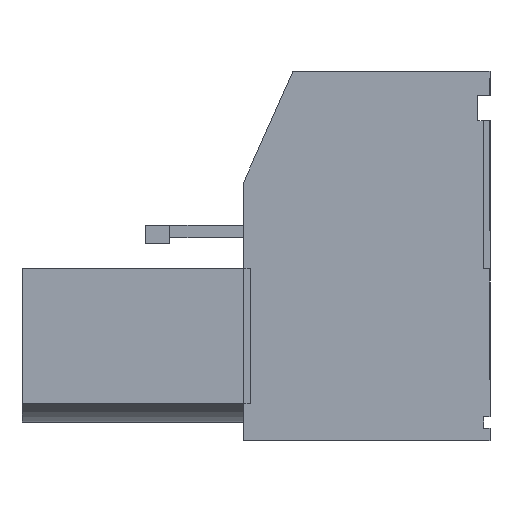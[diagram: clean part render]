
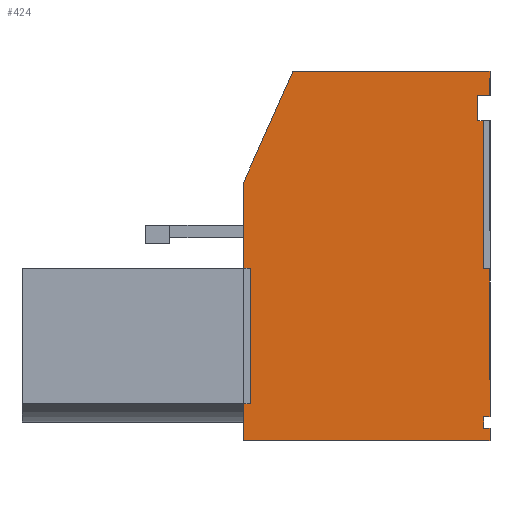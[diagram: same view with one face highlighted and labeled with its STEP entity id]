
A CAD part, left-side view. The second image highlights one B-rep face of the part: STEP entity #424.
In plain terms, the highlighted planar face has unit normal (-1, 0, 0).
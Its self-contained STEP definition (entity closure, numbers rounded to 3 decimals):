
#150=(
BOUNDED_CURVE()
B_SPLINE_CURVE(2,(#6026,#6027,#6028),.UNSPECIFIED.,.F.,.F.)
B_SPLINE_CURVE_WITH_KNOTS((3,3),(25.5,31.),.UNSPECIFIED.)
CURVE()
GEOMETRIC_REPRESENTATION_ITEM()
RATIONAL_B_SPLINE_CURVE((1.,1.,1.))
REPRESENTATION_ITEM('')
);
#163=(
BOUNDED_CURVE()
B_SPLINE_CURVE(1,(#6088,#6089),.UNSPECIFIED.,.F.,.F.)
B_SPLINE_CURVE_WITH_KNOTS((2,2),(-9.275,-9.),.UNSPECIFIED.)
CURVE()
GEOMETRIC_REPRESENTATION_ITEM()
RATIONAL_B_SPLINE_CURVE((1.,1.))
REPRESENTATION_ITEM('')
);
#164=(
BOUNDED_CURVE()
B_SPLINE_CURVE(1,(#6090,#6091),.UNSPECIFIED.,.F.,.F.)
B_SPLINE_CURVE_WITH_KNOTS((2,2),(9.,9.275),.UNSPECIFIED.)
CURVE()
GEOMETRIC_REPRESENTATION_ITEM()
RATIONAL_B_SPLINE_CURVE((1.,1.))
REPRESENTATION_ITEM('')
);
#424=ADVANCED_FACE('',(#652),#3545,.T.);
#652=FACE_OUTER_BOUND('',#903,.T.);
#903=EDGE_LOOP('',(#1734,#1735,#1736,#1737,#1738,#1739,#1740,#1741,#1742,
#1743,#1744,#1745,#1746,#1747,#1748,#1749,#1750,#1751,#1752));
#1734=ORIENTED_EDGE('',*,*,#2633,.T.);
#1735=ORIENTED_EDGE('',*,*,#2638,.T.);
#1736=ORIENTED_EDGE('',*,*,#2484,.F.);
#1737=ORIENTED_EDGE('',*,*,#2457,.T.);
#1738=ORIENTED_EDGE('',*,*,#2485,.F.);
#1739=ORIENTED_EDGE('',*,*,#2487,.T.);
#1740=ORIENTED_EDGE('',*,*,#2468,.T.);
#1741=ORIENTED_EDGE('',*,*,#2629,.F.);
#1742=ORIENTED_EDGE('',*,*,#2620,.T.);
#1743=ORIENTED_EDGE('',*,*,#2622,.F.);
#1744=ORIENTED_EDGE('',*,*,#2621,.T.);
#1745=ORIENTED_EDGE('',*,*,#2578,.F.);
#1746=ORIENTED_EDGE('',*,*,#2571,.T.);
#1747=ORIENTED_EDGE('',*,*,#2572,.F.);
#1748=ORIENTED_EDGE('',*,*,#2577,.T.);
#1749=ORIENTED_EDGE('',*,*,#2549,.F.);
#1750=ORIENTED_EDGE('',*,*,#2548,.T.);
#1751=ORIENTED_EDGE('',*,*,#2472,.F.);
#1752=ORIENTED_EDGE('',*,*,#2637,.F.);
#2457=EDGE_CURVE('',#3290,#3292,#150,.T.);
#2468=EDGE_CURVE('',#3296,#3299,#2909,.T.);
#2472=EDGE_CURVE('',#3301,#3354,#2913,.T.);
#2484=EDGE_CURVE('',#3290,#3307,#163,.T.);
#2485=EDGE_CURVE('',#3308,#3292,#164,.T.);
#2487=EDGE_CURVE('',#3308,#3296,#2921,.T.);
#2548=EDGE_CURVE('',#3353,#3354,#2970,.T.);
#2549=EDGE_CURVE('',#3353,#3352,#2971,.T.);
#2571=EDGE_CURVE('',#3367,#3368,#2993,.T.);
#2572=EDGE_CURVE('',#3369,#3368,#2994,.T.);
#2577=EDGE_CURVE('',#3369,#3352,#2999,.T.);
#2578=EDGE_CURVE('',#3367,#3403,#3000,.T.);
#2620=EDGE_CURVE('',#3400,#3401,#3036,.T.);
#2621=EDGE_CURVE('',#3402,#3403,#3037,.T.);
#2622=EDGE_CURVE('',#3402,#3401,#3038,.T.);
#2629=EDGE_CURVE('',#3400,#3299,#3045,.T.);
#2633=EDGE_CURVE('',#3409,#3410,#3049,.T.);
#2637=EDGE_CURVE('',#3409,#3301,#3053,.T.);
#2638=EDGE_CURVE('',#3410,#3307,#3054,.T.);
#2909=B_SPLINE_CURVE_WITH_KNOTS('',1,(#6053,#6054),.UNSPECIFIED.,.F.,.F.,
(2,2),(0.,10.),.UNSPECIFIED.);
#2913=B_SPLINE_CURVE_WITH_KNOTS('',1,(#6061,#6062),.UNSPECIFIED.,.F.,.F.,
(2,2),(34.95,35.925),.UNSPECIFIED.);
#2921=B_SPLINE_CURVE_WITH_KNOTS('',1,(#6094,#6095),.UNSPECIFIED.,.F.,.F.,
(2,2),(48.45,49.95),.UNSPECIFIED.);
#2970=B_SPLINE_CURVE_WITH_KNOTS('',1,(#6240,#6241),.UNSPECIFIED.,.F.,.F.,
(2,2),(0.,0.5),.UNSPECIFIED.);
#2971=B_SPLINE_CURVE_WITH_KNOTS('',1,(#6242,#6243),.UNSPECIFIED.,.F.,.F.,
(2,2),(-1.025,0.),.UNSPECIFIED.);
#2993=B_SPLINE_CURVE_WITH_KNOTS('',1,(#6286,#6287),.UNSPECIFIED.,.F.,.F.,
(2,2),(-0.275,0.),.UNSPECIFIED.);
#2994=B_SPLINE_CURVE_WITH_KNOTS('',1,(#6288,#6289),.UNSPECIFIED.,.F.,.F.,
(2,2),(-6.025,0.),.UNSPECIFIED.);
#2999=B_SPLINE_CURVE_WITH_KNOTS('',1,(#6298,#6299),.UNSPECIFIED.,.F.,.F.,
(2,2),(-0.225,0.),.UNSPECIFIED.);
#3000=B_SPLINE_CURVE_WITH_KNOTS('',1,(#6300,#6301),.UNSPECIFIED.,.F.,.F.,
(2,2),(42.975,48.975),.UNSPECIFIED.);
#3036=B_SPLINE_CURVE_WITH_KNOTS('',1,(#6396,#6397),.UNSPECIFIED.,.F.,.F.,
(2,2),(-0.25,0.),.UNSPECIFIED.);
#3037=B_SPLINE_CURVE_WITH_KNOTS('',1,(#6398,#6399),.UNSPECIFIED.,.F.,.F.,
(2,2),(0.,0.25),.UNSPECIFIED.);
#3038=B_SPLINE_CURVE_WITH_KNOTS('',1,(#6400,#6401),.UNSPECIFIED.,.F.,.F.,
(2,2),(-0.475,0.),.UNSPECIFIED.);
#3045=B_SPLINE_CURVE_WITH_KNOTS('',1,(#6414,#6415),.UNSPECIFIED.,.F.,.F.,
(2,2),(49.45,49.95),.UNSPECIFIED.);
#3049=B_SPLINE_CURVE_WITH_KNOTS('',1,(#6422,#6423),.UNSPECIFIED.,.F.,.F.,
(2,2),(8.5,13.424),.UNSPECIFIED.);
#3053=B_SPLINE_CURVE_WITH_KNOTS('',1,(#6430,#6431),.UNSPECIFIED.,.F.,.F.,
(2,2),(2.,10.),.UNSPECIFIED.);
#3054=B_SPLINE_CURVE_WITH_KNOTS('',1,(#6432,#6433),.UNSPECIFIED.,.F.,.F.,
(2,2),(39.45,42.95),.UNSPECIFIED.);
#3290=VERTEX_POINT('',#5822);
#3292=VERTEX_POINT('',#5824);
#3296=VERTEX_POINT('',#5828);
#3299=VERTEX_POINT('',#5831);
#3301=VERTEX_POINT('',#5833);
#3307=VERTEX_POINT('',#5839);
#3308=VERTEX_POINT('',#5840);
#3352=VERTEX_POINT('',#5884);
#3353=VERTEX_POINT('',#5885);
#3354=VERTEX_POINT('',#5886);
#3367=VERTEX_POINT('',#5899);
#3368=VERTEX_POINT('',#5900);
#3369=VERTEX_POINT('',#5901);
#3400=VERTEX_POINT('',#5932);
#3401=VERTEX_POINT('',#5933);
#3402=VERTEX_POINT('',#5934);
#3403=VERTEX_POINT('',#5935);
#3409=VERTEX_POINT('',#5941);
#3410=VERTEX_POINT('',#5942);
#3545=PLANE('',#3745);
#3745=AXIS2_PLACEMENT_3D('',#5527,#3928,$);
#3928=DIRECTION('',(-1.,0.,0.));
#5527=CARTESIAN_POINT('',(0.,10.,15.));
#5822=CARTESIAN_POINT('',(0.,9.725,7.));
#5824=CARTESIAN_POINT('',(0.,9.725,1.5));
#5828=CARTESIAN_POINT('',(0.,10.,0.));
#5831=CARTESIAN_POINT('',(0.,0.,0.));
#5833=CARTESIAN_POINT('',(0.,0.,15.));
#5839=CARTESIAN_POINT('',(0.,10.,7.));
#5840=CARTESIAN_POINT('',(0.,10.,1.5));
#5884=CARTESIAN_POINT('',(0.,0.5,13.));
#5885=CARTESIAN_POINT('',(0.,0.5,14.025));
#5886=CARTESIAN_POINT('',(0.,0.,14.025));
#5899=CARTESIAN_POINT('',(0.,0.,6.975));
#5900=CARTESIAN_POINT('',(0.,0.275,6.975));
#5901=CARTESIAN_POINT('',(0.,0.275,13.));
#5932=CARTESIAN_POINT('',(0.,0.,0.5));
#5933=CARTESIAN_POINT('',(0.,0.25,0.5));
#5934=CARTESIAN_POINT('',(0.,0.25,0.975));
#5935=CARTESIAN_POINT('',(0.,0.,0.975));
#5941=CARTESIAN_POINT('',(0.,8.,15.));
#5942=CARTESIAN_POINT('',(0.,10.,10.5));
#6026=CARTESIAN_POINT('',(0.,9.725,7.));
#6027=CARTESIAN_POINT('',(0.,9.725,4.25));
#6028=CARTESIAN_POINT('',(0.,9.725,1.5));
#6053=CARTESIAN_POINT('',(0.,10.,0.));
#6054=CARTESIAN_POINT('',(0.,0.,0.));
#6061=CARTESIAN_POINT('',(0.,0.,15.));
#6062=CARTESIAN_POINT('',(0.,0.,14.025));
#6088=CARTESIAN_POINT('',(0.,9.725,7.));
#6089=CARTESIAN_POINT('',(0.,10.,7.));
#6090=CARTESIAN_POINT('',(0.,10.,1.5));
#6091=CARTESIAN_POINT('',(0.,9.725,1.5));
#6094=CARTESIAN_POINT('',(0.,10.,1.5));
#6095=CARTESIAN_POINT('',(0.,10.,0.));
#6240=CARTESIAN_POINT('',(0.,0.5,14.025));
#6241=CARTESIAN_POINT('',(0.,0.,14.025));
#6242=CARTESIAN_POINT('',(0.,0.5,14.025));
#6243=CARTESIAN_POINT('',(0.,0.5,13.));
#6286=CARTESIAN_POINT('',(0.,0.,6.975));
#6287=CARTESIAN_POINT('',(0.,0.275,6.975));
#6288=CARTESIAN_POINT('',(0.,0.275,13.));
#6289=CARTESIAN_POINT('',(0.,0.275,6.975));
#6298=CARTESIAN_POINT('',(0.,0.275,13.));
#6299=CARTESIAN_POINT('',(0.,0.5,13.));
#6300=CARTESIAN_POINT('',(0.,0.,6.975));
#6301=CARTESIAN_POINT('',(0.,0.,0.975));
#6396=CARTESIAN_POINT('',(0.,0.,0.5));
#6397=CARTESIAN_POINT('',(0.,0.25,0.5));
#6398=CARTESIAN_POINT('',(0.,0.25,0.975));
#6399=CARTESIAN_POINT('',(0.,0.,0.975));
#6400=CARTESIAN_POINT('',(0.,0.25,0.975));
#6401=CARTESIAN_POINT('',(0.,0.25,0.5));
#6414=CARTESIAN_POINT('',(0.,0.,0.5));
#6415=CARTESIAN_POINT('',(0.,0.,0.));
#6422=CARTESIAN_POINT('',(0.,8.,15.));
#6423=CARTESIAN_POINT('',(0.,10.,10.5));
#6430=CARTESIAN_POINT('',(0.,8.,15.));
#6431=CARTESIAN_POINT('',(0.,0.,15.));
#6432=CARTESIAN_POINT('',(0.,10.,10.5));
#6433=CARTESIAN_POINT('',(0.,10.,7.));
